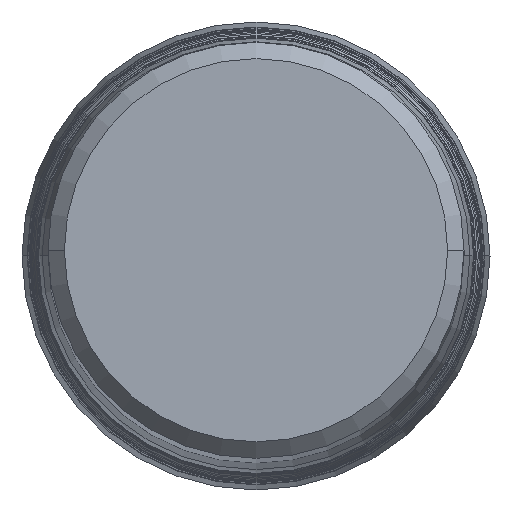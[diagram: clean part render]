
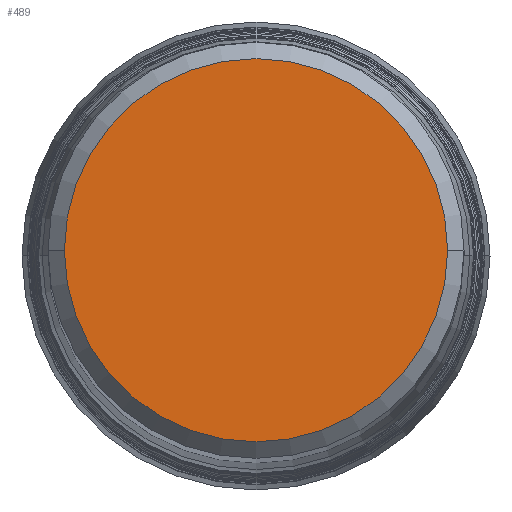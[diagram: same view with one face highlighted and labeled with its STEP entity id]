
A CAD part, top view. The second image highlights one B-rep face of the part: STEP entity #489.
In plain terms, the highlighted planar face has unit normal (0, 0, 1).
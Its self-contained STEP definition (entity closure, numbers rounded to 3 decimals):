
#42=PLANE('',#3348);
#489=ADVANCED_FACE('',(#701),#42,.F.);
#701=FACE_OUTER_BOUND('',#883,.T.);
#883=EDGE_LOOP('',(#1584,#1585));
#1584=ORIENTED_EDGE('',*,*,#2146,.T.);
#1585=ORIENTED_EDGE('',*,*,#2147,.T.);
#1790=VERTEX_POINT('',#6952);
#1791=VERTEX_POINT('',#6954);
#2146=EDGE_CURVE('',#1790,#1791,#2660,.T.);
#2147=EDGE_CURVE('',#1791,#1790,#2661,.T.);
#2660=CIRCLE('',#3345,11.7);
#2661=CIRCLE('',#3347,11.7);
#3345=AXIS2_PLACEMENT_3D('',#6955,#4028,#4029);
#3347=AXIS2_PLACEMENT_3D('',#6957,#4032,#4033);
#3348=AXIS2_PLACEMENT_3D('',#6958,#4034,#4035);
#4028=DIRECTION('',(0.,0.,1.));
#4029=DIRECTION('',(1.,0.,0.));
#4032=DIRECTION('',(0.,0.,1.));
#4033=DIRECTION('',(-1.,0.,0.));
#4034=DIRECTION('',(0.,0.,-1.));
#4035=DIRECTION('',(-1.,0.,0.));
#6952=CARTESIAN_POINT('',(11.7,0.,0.));
#6954=CARTESIAN_POINT('',(-11.7,0.,0.));
#6955=CARTESIAN_POINT('',(0.,0.,0.));
#6957=CARTESIAN_POINT('',(0.,0.,0.));
#6958=CARTESIAN_POINT('',(0.,0.,0.));
